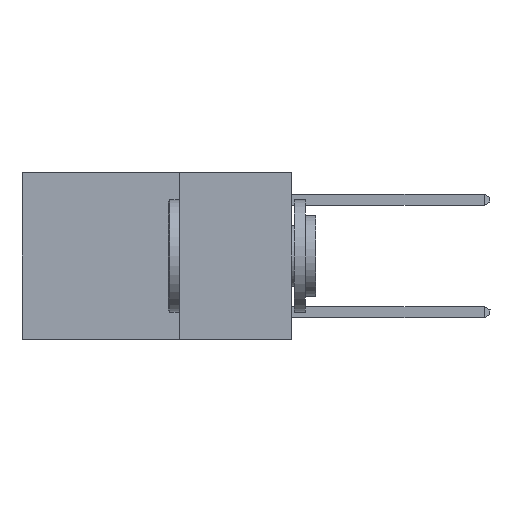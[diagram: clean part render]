
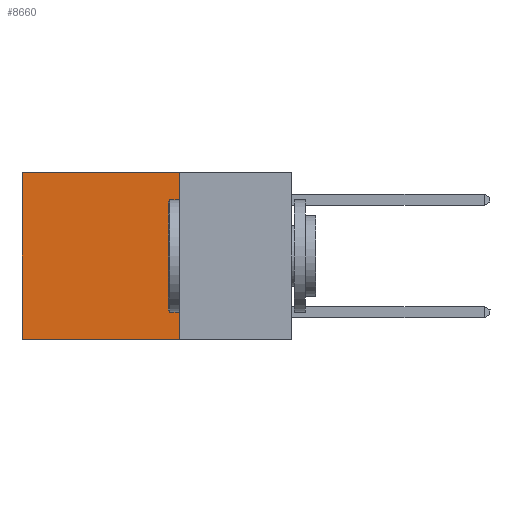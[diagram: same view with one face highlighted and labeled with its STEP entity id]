
A CAD part, left-side view. The second image highlights one B-rep face of the part: STEP entity #8660.
In plain terms, the highlighted planar face has unit normal (-1, 0, 0).
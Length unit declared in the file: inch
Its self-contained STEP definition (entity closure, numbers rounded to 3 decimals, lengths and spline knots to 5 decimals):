
#197 = DIRECTION ( 'NONE',  ( 1., 0., 0. ) ) ;
#5486 = LINE ( 'NONE', #9111, #10534 ) ;
#6068 = DIRECTION ( 'NONE',  ( 0., 0., -1. ) ) ;
#6168 = VERTEX_POINT ( 'NONE', #18256 ) ;
#6679 = PLANE ( 'NONE',  #23969 ) ;
#7132 = ORIENTED_EDGE ( 'NONE', *, *, #14025, .T. ) ;
#7452 = VERTEX_POINT ( 'NONE', #24707 ) ;
#8570 = VECTOR ( 'NONE', #6068, 39.37008 ) ;
#8608 = EDGE_LOOP ( 'NONE', ( #7132, #13357, #20828, #16461 ) ) ;
#8660 = ADVANCED_FACE ( 'NONE', ( #9898 ), #6679, .F. ) ;
#9111 = CARTESIAN_POINT ( 'NONE',  ( 0.2625, 0.6, 0. ) ) ;
#9898 = FACE_OUTER_BOUND ( 'NONE', #8608, .T. ) ;
#10534 = VECTOR ( 'NONE', #11340, 39.37008 ) ;
#11174 = VECTOR ( 'NONE', #18508, 39.37008 ) ;
#11340 = DIRECTION ( 'NONE',  ( 0., 0., -1. ) ) ;
#11643 = LINE ( 'NONE', #26165, #22313 ) ;
#12077 = CARTESIAN_POINT ( 'NONE',  ( 0.2625, 0.25, 0. ) ) ;
#13061 = CARTESIAN_POINT ( 'NONE',  ( 0.2625, 0.25, 0. ) ) ;
#13357 = ORIENTED_EDGE ( 'NONE', *, *, #18188, .F. ) ;
#13492 = CARTESIAN_POINT ( 'NONE',  ( 0.2625, 0.25, 0. ) ) ;
#14025 = EDGE_CURVE ( 'NONE', #20513, #6168, #5486, .T. ) ;
#15246 = DIRECTION ( 'NONE',  ( 0., 0., -1. ) ) ;
#15632 = DIRECTION ( 'NONE',  ( 0., 1., 0. ) ) ;
#16461 = ORIENTED_EDGE ( 'NONE', *, *, #24090, .T. ) ;
#17525 = LINE ( 'NONE', #12077, #11174 ) ;
#18188 = EDGE_CURVE ( 'NONE', #7452, #6168, #11643, .T. ) ;
#18256 = CARTESIAN_POINT ( 'NONE',  ( 0.2625, 0.6, -0.37 ) ) ;
#18508 = DIRECTION ( 'NONE',  ( 0., 1., 0. ) ) ;
#18714 = CARTESIAN_POINT ( 'NONE',  ( 0.2625, 0.6, 0. ) ) ;
#19913 = LINE ( 'NONE', #27170, #8570 ) ;
#20513 = VERTEX_POINT ( 'NONE', #18714 ) ;
#20828 = ORIENTED_EDGE ( 'NONE', *, *, #22809, .F. ) ;
#22313 = VECTOR ( 'NONE', #15632, 39.37008 ) ;
#22809 = EDGE_CURVE ( 'NONE', #23133, #7452, #19913, .T. ) ;
#23133 = VERTEX_POINT ( 'NONE', #13492 ) ;
#23969 = AXIS2_PLACEMENT_3D ( 'NONE', #13061, #197, #15246 ) ;
#24090 = EDGE_CURVE ( 'NONE', #23133, #20513, #17525, .T. ) ;
#24707 = CARTESIAN_POINT ( 'NONE',  ( 0.2625, 0.25, -0.37 ) ) ;
#26165 = CARTESIAN_POINT ( 'NONE',  ( 0.2625, 0.25, -0.37 ) ) ;
#27170 = CARTESIAN_POINT ( 'NONE',  ( 0.2625, 0.25, 0. ) ) ;
